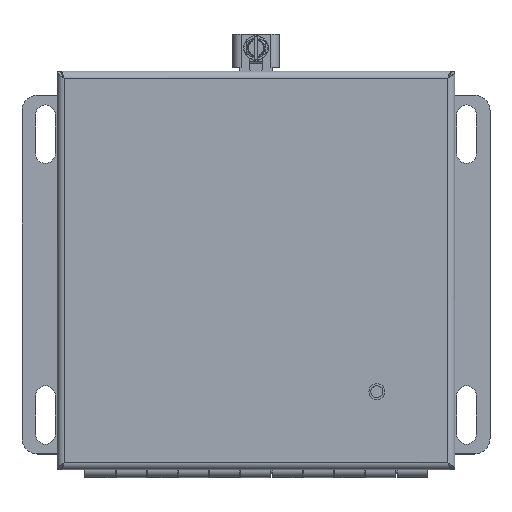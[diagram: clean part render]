
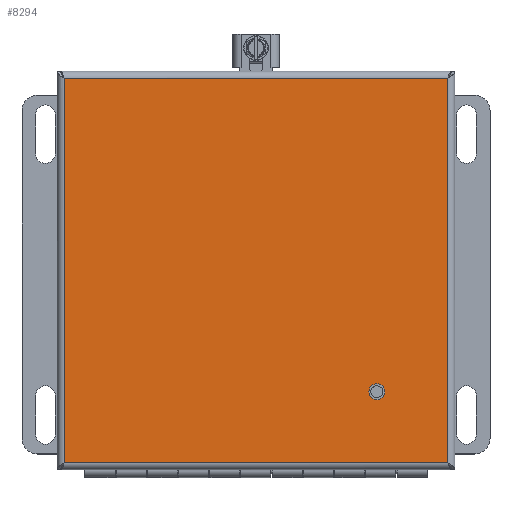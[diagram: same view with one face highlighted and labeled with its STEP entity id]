
A CAD part, top view. The second image highlights one B-rep face of the part: STEP entity #8294.
In plain terms, the highlighted planar face has unit normal (0, 0, 1).
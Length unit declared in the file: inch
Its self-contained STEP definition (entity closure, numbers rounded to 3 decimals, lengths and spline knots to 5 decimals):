
#180 = LINE ( 'NONE', #35812, #39978 ) ;
#285 = VECTOR ( 'NONE', #18946, 39.37008 ) ;
#740 = EDGE_LOOP ( 'NONE', ( #37835, #43815, #43804, #7853 ) ) ;
#1063 = CARTESIAN_POINT ( 'NONE',  ( -0.013, 6.138, 4.185 ) ) ;
#6014 = FACE_OUTER_BOUND ( 'NONE', #740, .T. ) ;
#7438 = EDGE_CURVE ( 'NONE', #41631, #7523, #15114, .T. ) ;
#7500 = CARTESIAN_POINT ( 'NONE',  ( 6.25, -0.023, 4.185 ) ) ;
#7523 = VERTEX_POINT ( 'NONE', #45784 ) ;
#7853 = ORIENTED_EDGE ( 'NONE', *, *, #44595, .T. ) ;
#8294 = ADVANCED_FACE ( 'NONE', ( #31475, #6014 ), #10098, .T. ) ;
#9676 = CIRCLE ( 'NONE', #29602, 0.09655 ) ;
#10098 = PLANE ( 'NONE',  #38400 ) ;
#12575 = EDGE_CURVE ( 'NONE', #7523, #29387, #25771, .T. ) ;
#13219 = DIRECTION ( 'NONE',  ( 1., 0., 0. ) ) ;
#15114 = LINE ( 'NONE', #16456, #285 ) ;
#16456 = CARTESIAN_POINT ( 'NONE',  ( -0.013, 6.25, 4.185 ) ) ;
#18666 = DIRECTION ( 'NONE',  ( -1., 0., 0. ) ) ;
#18946 = DIRECTION ( 'NONE',  ( 0., -1., 0. ) ) ;
#19140 = EDGE_CURVE ( 'NONE', #42121, #42121, #9676, .T. ) ;
#20052 = CARTESIAN_POINT ( 'NONE',  ( 5., 1.115, 4.185 ) ) ;
#23012 = EDGE_LOOP ( 'NONE', ( #29855 ) ) ;
#23394 = CARTESIAN_POINT ( 'NONE',  ( 5.09655, 1.115, 4.185 ) ) ;
#25771 = LINE ( 'NONE', #7500, #43898 ) ;
#26329 = VERTEX_POINT ( 'NONE', #36979 ) ;
#27992 = DIRECTION ( 'NONE',  ( 0., 0., -1. ) ) ;
#29387 = VERTEX_POINT ( 'NONE', #37851 ) ;
#29602 = AXIS2_PLACEMENT_3D ( 'NONE', #20052, #27992, #42644 ) ;
#29855 = ORIENTED_EDGE ( 'NONE', *, *, #19140, .T. ) ;
#31475 = FACE_BOUND ( 'NONE', #23012, .T. ) ;
#33477 = DIRECTION ( 'NONE',  ( 0., 1., 0. ) ) ;
#35812 = CARTESIAN_POINT ( 'NONE',  ( 6.25, 6.138, 4.185 ) ) ;
#36603 = EDGE_CURVE ( 'NONE', #26329, #41631, #180, .T. ) ;
#36813 = DIRECTION ( 'NONE',  ( 1., 0., 0. ) ) ;
#36979 = CARTESIAN_POINT ( 'NONE',  ( 6.138, 6.138, 4.185 ) ) ;
#37081 = CARTESIAN_POINT ( 'NONE',  ( 6.138, 6.25, 4.185 ) ) ;
#37319 = LINE ( 'NONE', #37081, #40270 ) ;
#37835 = ORIENTED_EDGE ( 'NONE', *, *, #36603, .T. ) ;
#37851 = CARTESIAN_POINT ( 'NONE',  ( 6.138, -0.023, 4.185 ) ) ;
#38400 = AXIS2_PLACEMENT_3D ( 'NONE', #46136, #42282, #13219 ) ;
#39978 = VECTOR ( 'NONE', #18666, 39.37008 ) ;
#40270 = VECTOR ( 'NONE', #33477, 39.37008 ) ;
#41631 = VERTEX_POINT ( 'NONE', #1063 ) ;
#42121 = VERTEX_POINT ( 'NONE', #23394 ) ;
#42282 = DIRECTION ( 'NONE',  ( 0., 0., 1. ) ) ;
#42644 = DIRECTION ( 'NONE',  ( 1., 0., 0. ) ) ;
#43804 = ORIENTED_EDGE ( 'NONE', *, *, #12575, .T. ) ;
#43815 = ORIENTED_EDGE ( 'NONE', *, *, #7438, .T. ) ;
#43898 = VECTOR ( 'NONE', #36813, 39.37008 ) ;
#44595 = EDGE_CURVE ( 'NONE', #29387, #26329, #37319, .T. ) ;
#45784 = CARTESIAN_POINT ( 'NONE',  ( -0.013, -0.023, 4.185 ) ) ;
#46136 = CARTESIAN_POINT ( 'NONE',  ( 6.25, 6.25, 4.185 ) ) ;
